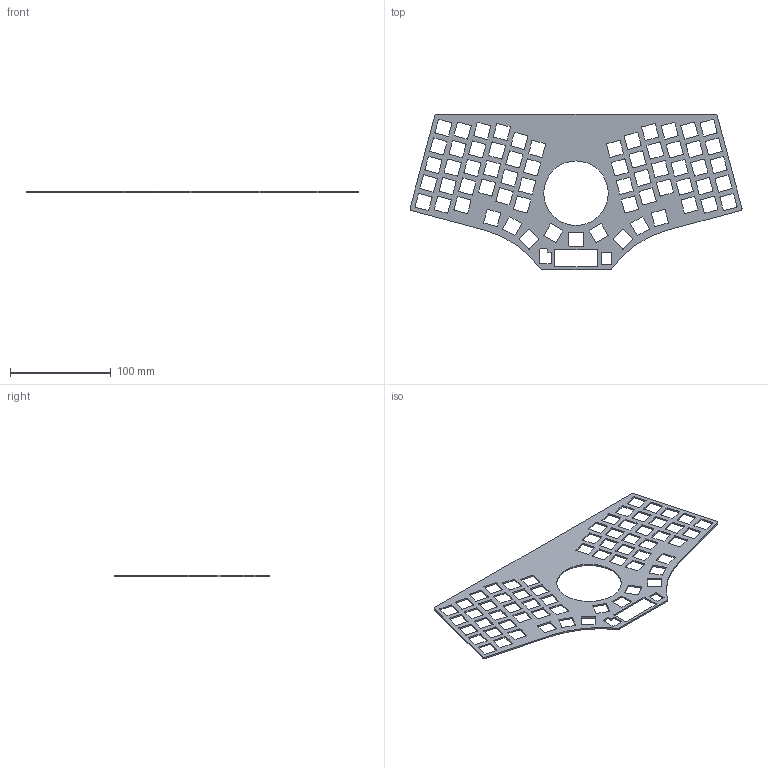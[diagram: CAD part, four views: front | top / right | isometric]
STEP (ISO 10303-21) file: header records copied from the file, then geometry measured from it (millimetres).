
FILE_DESCRIPTION(/* description */ (''),/* implementation_level */ '2;1');
FILE_NAME(/* name */ 'Plate Scroll.step',/* time_stamp */ '2023-08-28T12:02:25+01:00',/* author */ (''),/* organization */ (''),/* preprocessor_version */ 'ST-DEVELOPER v20',/* originating_system */ 'Autodesk Translation Framework v12.9.0.99',/* authorisation */ '');
FILE_SCHEMA (('AUTOMOTIVE_DESIGN { 1 0 10303 214 3 1 1 }'));
Length unit declared in the file: millimetre
Products named in the file (1): Plate Scroll
Bounding box: 329.6 x 154.78 x 1.5 mm (x, y, z)
Volume: 33010.1 mm3; surface area: 51102.1 mm2
Topology: 1 solids, 1 shells, 549 faces, 1641 edges, 1094 vertices
Faces by surface type: plane 274, cylinder 273, bspline 2
Full cylindrical faces by diameter (mm): 64 x1
Entity records: 18953 total; most frequent: CARTESIAN_POINT 3336, ORIENTED_EDGE 3282, DIRECTION 3276, EDGE_CURVE 1641, VERTEX_POINT 1094, AXIS2_PLACEMENT_3D 1094, LINE 1088, VECTOR 1088
